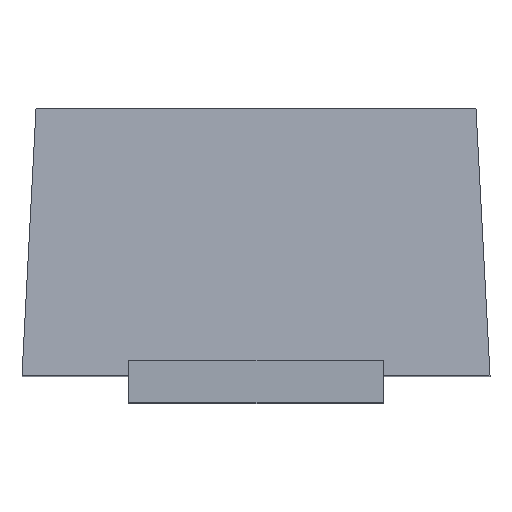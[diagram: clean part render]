
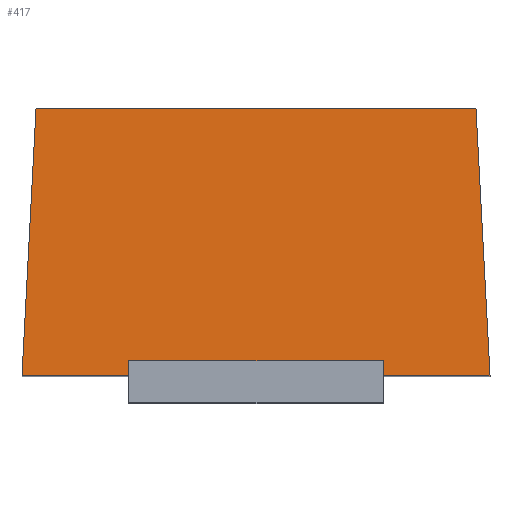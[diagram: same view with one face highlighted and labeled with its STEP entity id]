
A CAD part, top view. The second image highlights one B-rep face of the part: STEP entity #417.
In plain terms, the highlighted planar face has unit normal (0, 0.052, 0.999).
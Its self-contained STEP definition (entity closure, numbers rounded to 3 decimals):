
#2 = VECTOR ( 'NONE', #495, 1000. ) ;
#5 = CARTESIAN_POINT ( 'NONE',  ( 0.875, 0., 1.35 ) ) ;
#10 = LINE ( 'NONE', #815, #370 ) ;
#27 = CARTESIAN_POINT ( 'NONE',  ( -0.475, 0., 1.35 ) ) ;
#32 = CARTESIAN_POINT ( 'NONE',  ( 0.875, 0.055, 1.347 ) ) ;
#51 = CARTESIAN_POINT ( 'NONE',  ( 0.875, 0., 1.35 ) ) ;
#62 = EDGE_LOOP ( 'NONE', ( #186, #243, #90, #586, #383, #737, #359, #484 ) ) ;
#84 = LINE ( 'NONE', #671, #662 ) ;
#90 = ORIENTED_EDGE ( 'NONE', *, *, #898, .F. ) ;
#125 = LINE ( 'NONE', #839, #878 ) ;
#126 = DIRECTION ( 'NONE',  ( 0., 0.052, 0.999 ) ) ;
#146 = DIRECTION ( 'NONE',  ( 1., 0., 0. ) ) ;
#162 = CARTESIAN_POINT ( 'NONE',  ( 0.875, 0., 1.35 ) ) ;
#186 = ORIENTED_EDGE ( 'NONE', *, *, #551, .T. ) ;
#193 = VERTEX_POINT ( 'NONE', #27 ) ;
#200 = DIRECTION ( 'NONE',  ( 0.052, -0.997, 0.052 ) ) ;
#218 = EDGE_CURVE ( 'NONE', #498, #487, #84, .T. ) ;
#243 = ORIENTED_EDGE ( 'NONE', *, *, #244, .T. ) ;
#244 = EDGE_CURVE ( 'NONE', #193, #632, #287, .T. ) ;
#287 = LINE ( 'NONE', #871, #471 ) ;
#290 = EDGE_CURVE ( 'NONE', #697, #430, #732, .T. ) ;
#329 = AXIS2_PLACEMENT_3D ( 'NONE', #51, #126, #752 ) ;
#333 = EDGE_CURVE ( 'NONE', #666, #652, #10, .T. ) ;
#359 = ORIENTED_EDGE ( 'NONE', *, *, #544, .F. ) ;
#362 = CARTESIAN_POINT ( 'NONE',  ( -0.475, 0.055, 1.347 ) ) ;
#370 = VECTOR ( 'NONE', #200, 1000. ) ;
#377 = DIRECTION ( 'NONE',  ( -0.052, -0.997, 0.052 ) ) ;
#383 = ORIENTED_EDGE ( 'NONE', *, *, #681, .T. ) ;
#399 = VECTOR ( 'NONE', #531, 1000. ) ;
#417 = ADVANCED_FACE ( 'NONE', ( #661 ), #679, .T. ) ;
#428 = CARTESIAN_POINT ( 'NONE',  ( 0.823, 1., 1.298 ) ) ;
#430 = VERTEX_POINT ( 'NONE', #627 ) ;
#439 = CARTESIAN_POINT ( 'NONE',  ( 0.875, 0., 1.35 ) ) ;
#462 = DIRECTION ( 'NONE',  ( 0., -0.999, 0.052 ) ) ;
#471 = VECTOR ( 'NONE', #673, 1000. ) ;
#484 = ORIENTED_EDGE ( 'NONE', *, *, #290, .T. ) ;
#487 = VERTEX_POINT ( 'NONE', #702 ) ;
#495 = DIRECTION ( 'NONE',  ( 1., 0., 0. ) ) ;
#498 = VERTEX_POINT ( 'NONE', #770 ) ;
#531 = DIRECTION ( 'NONE',  ( -1., 0., 0. ) ) ;
#544 = EDGE_CURVE ( 'NONE', #697, #666, #125, .T. ) ;
#551 = EDGE_CURVE ( 'NONE', #430, #193, #755, .T. ) ;
#553 = LINE ( 'NONE', #32, #399 ) ;
#556 = VECTOR ( 'NONE', #377, 1000. ) ;
#586 = ORIENTED_EDGE ( 'NONE', *, *, #218, .T. ) ;
#612 = CARTESIAN_POINT ( 'NONE',  ( -0.823, 1., 1.298 ) ) ;
#627 = CARTESIAN_POINT ( 'NONE',  ( -0.875, 0., 1.35 ) ) ;
#632 = VERTEX_POINT ( 'NONE', #362 ) ;
#652 = VERTEX_POINT ( 'NONE', #439 ) ;
#656 = DIRECTION ( 'NONE',  ( 1., 0., 0. ) ) ;
#661 = FACE_OUTER_BOUND ( 'NONE', #62, .T. ) ;
#662 = VECTOR ( 'NONE', #462, 1000. ) ;
#666 = VERTEX_POINT ( 'NONE', #428 ) ;
#671 = CARTESIAN_POINT ( 'NONE',  ( 0.475, 0., 1.35 ) ) ;
#673 = DIRECTION ( 'NONE',  ( 0., 0.999, -0.052 ) ) ;
#679 = PLANE ( 'NONE',  #329 ) ;
#681 = EDGE_CURVE ( 'NONE', #487, #652, #851, .T. ) ;
#697 = VERTEX_POINT ( 'NONE', #612 ) ;
#702 = CARTESIAN_POINT ( 'NONE',  ( 0.475, 0., 1.35 ) ) ;
#732 = LINE ( 'NONE', #744, #556 ) ;
#737 = ORIENTED_EDGE ( 'NONE', *, *, #333, .F. ) ;
#744 = CARTESIAN_POINT ( 'NONE',  ( -0.87, 0.091, 1.345 ) ) ;
#752 = DIRECTION ( 'NONE',  ( 0., -0.999, 0.052 ) ) ;
#755 = LINE ( 'NONE', #5, #2 ) ;
#770 = CARTESIAN_POINT ( 'NONE',  ( 0.475, 0.055, 1.347 ) ) ;
#815 = CARTESIAN_POINT ( 'NONE',  ( 0.875, 0., 1.35 ) ) ;
#832 = VECTOR ( 'NONE', #656, 1000. ) ;
#839 = CARTESIAN_POINT ( 'NONE',  ( 0.875, 1., 1.298 ) ) ;
#851 = LINE ( 'NONE', #162, #832 ) ;
#871 = CARTESIAN_POINT ( 'NONE',  ( -0.475, 0., 1.35 ) ) ;
#878 = VECTOR ( 'NONE', #146, 1000. ) ;
#898 = EDGE_CURVE ( 'NONE', #498, #632, #553, .T. ) ;
